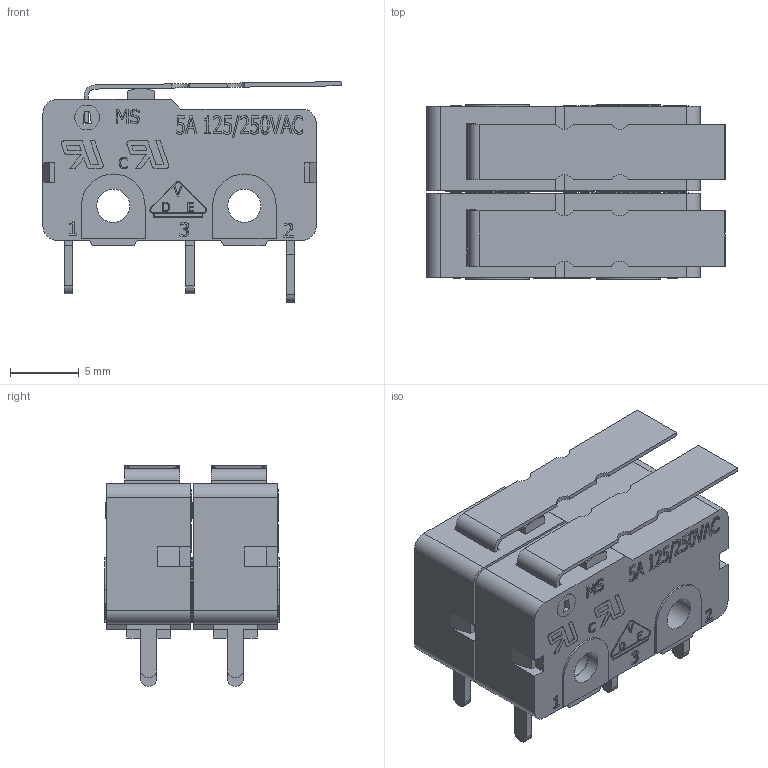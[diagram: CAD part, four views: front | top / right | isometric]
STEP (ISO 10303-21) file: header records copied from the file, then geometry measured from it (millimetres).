
FILE_DESCRIPTION(('FreeCAD Model'),'2;1');
FILE_NAME('Open CASCADE Shape Model','2023-11-17T11:19:34',(''),(''), 'Open CASCADE STEP processor 7.6','FreeCAD','Unknown');
FILE_SCHEMA(('AUTOMOTIVE_DESIGN { 1 0 10303 214 1 1 1 1 }'));
Length unit declared in the file: millimetre
Products named in the file (3): Unnamed; MS085xx02FxxxP1A.stp; MS085xx02FxxxP1A.stp001
Assembly tree (2 placements, depth 2):
  Unnamed
    MS085xx02FxxxP1A.stp
    MS085xx02FxxxP1A.stp001
Bounding box: 21.61 x 12.67 x 15.99 mm (x, y, z)
Volume: 1587.2 mm3; surface area: 3192.3 mm2
Topology: 2 solids, 8 shells, 1554 faces, 4274 edges, 2844 vertices
Faces by surface type: plane 992, bspline 474, cylinder 88
Full cylindrical faces by diameter (mm): 1.8 x2, 2.4 x4, 2.5 x2
Entity records: 51555 total; most frequent: CARTESIAN_POINT 14993, ORIENTED_EDGE 8548, DIRECTION 5666, EDGE_CURVE 4274, LINE 3136, VECTOR 3136, VERTEX_POINT 2844, FACE_BOUND 1684
